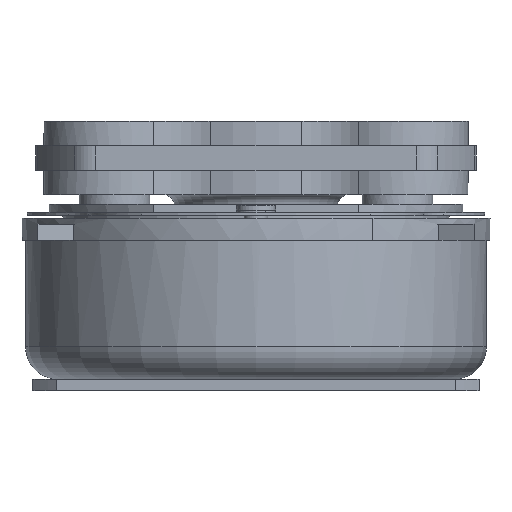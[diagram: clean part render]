
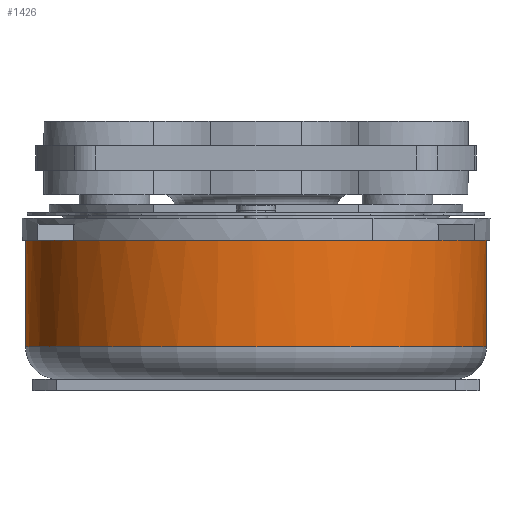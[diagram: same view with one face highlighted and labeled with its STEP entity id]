
A CAD part, front view. The second image highlights one B-rep face of the part: STEP entity #1426.
In plain terms, the highlighted cylindrical face has radius 42.35 mm (diameter 84.7 mm), a partial arc.
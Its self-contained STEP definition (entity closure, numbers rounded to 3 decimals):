
#268 = VERTEX_POINT ( 'NONE', #2138 ) ;
#278 = VERTEX_POINT ( 'NONE', #2194 ) ;
#419 = EDGE_CURVE ( 'NONE', #278, #440, #2376, .T. ) ;
#440 = VERTEX_POINT ( 'NONE', #2487 ) ;
#466 = EDGE_CURVE ( 'NONE', #268, #469, #2549, .T. ) ;
#469 = VERTEX_POINT ( 'NONE', #2534 ) ;
#1276 = VERTEX_POINT ( 'NONE', #3975 ) ;
#1294 = ORIENTED_EDGE ( 'NONE', *, *, #9210, .F. ) ;
#1295 = ORIENTED_EDGE ( 'NONE', *, *, #1502, .T. ) ;
#1348 = EDGE_CURVE ( 'NONE', #1421, #1276, #4090, .T. ) ;
#1421 = VERTEX_POINT ( 'NONE', #4250 ) ;
#1425 = EDGE_CURVE ( 'NONE', #1447, #1433, #4302, .T. ) ;
#1426 = ADVANCED_FACE ( 'NONE', ( #4297 ), #4296, .T. ) ;
#1427 = ORIENTED_EDGE ( 'NONE', *, *, #419, .F. ) ;
#1433 = VERTEX_POINT ( 'NONE', #4338 ) ;
#1447 = VERTEX_POINT ( 'NONE', #4312 ) ;
#1449 = EDGE_LOOP ( 'NONE', ( #1427, #1295, #1495, #1493, #1504, #1488, #1294, #1539, #1483, #1526, #1542, #1545 ) ) ;
#1482 = EDGE_CURVE ( 'NONE', #440, #1447, #4375, .T. ) ;
#1483 = ORIENTED_EDGE ( 'NONE', *, *, #9345, .F. ) ;
#1488 = ORIENTED_EDGE ( 'NONE', *, *, #1490, .F. ) ;
#1490 = EDGE_CURVE ( 'NONE', #9185, #1421, #4420, .T. ) ;
#1493 = ORIENTED_EDGE ( 'NONE', *, *, #1503, .F. ) ;
#1495 = ORIENTED_EDGE ( 'NONE', *, *, #466, .T. ) ;
#1502 = EDGE_CURVE ( 'NONE', #278, #268, #4400, .T. ) ;
#1503 = EDGE_CURVE ( 'NONE', #1276, #469, #4460, .T. ) ;
#1504 = ORIENTED_EDGE ( 'NONE', *, *, #1348, .F. ) ;
#1526 = ORIENTED_EDGE ( 'NONE', *, *, #1538, .F. ) ;
#1530 = EDGE_CURVE ( 'NONE', #9390, #9432, #4432, .T. ) ;
#1538 = EDGE_CURVE ( 'NONE', #1433, #9397, #4481, .T. ) ;
#1539 = ORIENTED_EDGE ( 'NONE', *, *, #1530, .F. ) ;
#1542 = ORIENTED_EDGE ( 'NONE', *, *, #1425, .F. ) ;
#1545 = ORIENTED_EDGE ( 'NONE', *, *, #1482, .F. ) ;
#2138 = CARTESIAN_POINT ( 'NONE',  ( 42.35, 0., 8.1 ) ) ;
#2194 = CARTESIAN_POINT ( 'NONE',  ( -42.35, 0., 8.1 ) ) ;
#2373 = DIRECTION ( 'NONE',  ( 0., 0., 1. ) ) ;
#2374 = VECTOR ( 'NONE', #2373, 1000. ) ;
#2375 = CARTESIAN_POINT ( 'NONE',  ( -42.35, 0., 27.2 ) ) ;
#2376 = LINE ( 'NONE', #2375, #2374 ) ;
#2487 = CARTESIAN_POINT ( 'NONE',  ( -42.35, 0., 27.6 ) ) ;
#2534 = CARTESIAN_POINT ( 'NONE',  ( 42.35, 0., 27.6 ) ) ;
#2546 = DIRECTION ( 'NONE',  ( 0., 0., 1. ) ) ;
#2547 = VECTOR ( 'NONE', #2546, 1000. ) ;
#2548 = CARTESIAN_POINT ( 'NONE',  ( 42.35, 0., 27.2 ) ) ;
#2549 = LINE ( 'NONE', #2548, #2547 ) ;
#2934 = CARTESIAN_POINT ( 'NONE',  ( 0., 0., 27.6 ) ) ;
#3176 = DIRECTION ( 'NONE',  ( 1., 0., 0. ) ) ;
#3177 = DIRECTION ( 'NONE',  ( 0., 0., 1. ) ) ;
#3975 = CARTESIAN_POINT ( 'NONE',  ( 39.492, -15.295, 27.6 ) ) ;
#4090 = CIRCLE ( 'NONE', #4146, 42.35 ) ;
#4143 = DIRECTION ( 'NONE',  ( 1., 0., 0. ) ) ;
#4144 = DIRECTION ( 'NONE',  ( 0., 0., 1. ) ) ;
#4145 = CARTESIAN_POINT ( 'NONE',  ( 0., 0., 27.6 ) ) ;
#4146 = AXIS2_PLACEMENT_3D ( 'NONE', #4145, #4144, #4143 ) ;
#4250 = CARTESIAN_POINT ( 'NONE',  ( 32.992, -26.553, 27.6 ) ) ;
#4292 = DIRECTION ( 'NONE',  ( 1., 0., 0. ) ) ;
#4293 = DIRECTION ( 'NONE',  ( 0., 0., 1. ) ) ;
#4294 = AXIS2_PLACEMENT_3D ( 'NONE', #4295, #4293, #4292 ) ;
#4295 = CARTESIAN_POINT ( 'NONE',  ( 0., 0., 27.2 ) ) ;
#4296 = CYLINDRICAL_SURFACE ( 'NONE', #4294, 42.35 ) ;
#4297 = FACE_OUTER_BOUND ( 'NONE', #1449, .T. ) ;
#4298 = DIRECTION ( 'NONE',  ( 1., 0., 0. ) ) ;
#4299 = DIRECTION ( 'NONE',  ( 0., 0., 1. ) ) ;
#4300 = CARTESIAN_POINT ( 'NONE',  ( 0., 0., 27.6 ) ) ;
#4301 = AXIS2_PLACEMENT_3D ( 'NONE', #4300, #4299, #4298 ) ;
#4302 = CIRCLE ( 'NONE', #4301, 42.35 ) ;
#4312 = CARTESIAN_POINT ( 'NONE',  ( -39.492, -15.295, 27.6 ) ) ;
#4338 = CARTESIAN_POINT ( 'NONE',  ( -32.992, -26.553, 27.6 ) ) ;
#4371 = DIRECTION ( 'NONE',  ( 1., 0., 0. ) ) ;
#4372 = DIRECTION ( 'NONE',  ( 0., 0., 1. ) ) ;
#4373 = CARTESIAN_POINT ( 'NONE',  ( 0., 0., 27.6 ) ) ;
#4374 = AXIS2_PLACEMENT_3D ( 'NONE', #4373, #4372, #4371 ) ;
#4375 = CIRCLE ( 'NONE', #4374, 42.35 ) ;
#4400 = CIRCLE ( 'NONE', #4463, 42.35 ) ;
#4406 = CARTESIAN_POINT ( 'NONE',  ( 0., 0., 8.1 ) ) ;
#4416 = DIRECTION ( 'NONE',  ( 1., 0., 0. ) ) ;
#4417 = DIRECTION ( 'NONE',  ( 0., 0., 1. ) ) ;
#4418 = CARTESIAN_POINT ( 'NONE',  ( 0., 0., 27.6 ) ) ;
#4419 = AXIS2_PLACEMENT_3D ( 'NONE', #4418, #4417, #4416 ) ;
#4420 = CIRCLE ( 'NONE', #4419, 42.35 ) ;
#4431 = AXIS2_PLACEMENT_3D ( 'NONE', #2934, #3177, #3176 ) ;
#4432 = CIRCLE ( 'NONE', #4431, 42.35 ) ;
#4456 = DIRECTION ( 'NONE',  ( 1., 0., 0. ) ) ;
#4457 = DIRECTION ( 'NONE',  ( 0., 0., 1. ) ) ;
#4458 = CARTESIAN_POINT ( 'NONE',  ( 0., 0., 27.6 ) ) ;
#4459 = AXIS2_PLACEMENT_3D ( 'NONE', #4458, #4457, #4456 ) ;
#4460 = CIRCLE ( 'NONE', #4459, 42.35 ) ;
#4461 = DIRECTION ( 'NONE',  ( 1., 0., 0. ) ) ;
#4462 = DIRECTION ( 'NONE',  ( 0., 0., 1. ) ) ;
#4463 = AXIS2_PLACEMENT_3D ( 'NONE', #4406, #4462, #4461 ) ;
#4477 = DIRECTION ( 'NONE',  ( 1., 0., 0. ) ) ;
#4478 = DIRECTION ( 'NONE',  ( 0., 0., 1. ) ) ;
#4479 = CARTESIAN_POINT ( 'NONE',  ( 0., 0., 27.6 ) ) ;
#4480 = AXIS2_PLACEMENT_3D ( 'NONE', #4479, #4478, #4477 ) ;
#4481 = CIRCLE ( 'NONE', #4480, 42.35 ) ;
#7097 = CARTESIAN_POINT ( 'NONE',  ( 0.742, -42.344, 27.6 ) ) ;
#7115 = DIRECTION ( 'NONE',  ( 1., 0., 0. ) ) ;
#7116 = DIRECTION ( 'NONE',  ( 0., 0., 1. ) ) ;
#7117 = AXIS2_PLACEMENT_3D ( 'NONE', #7122, #7116, #7115 ) ;
#7118 = CIRCLE ( 'NONE', #7117, 42.35 ) ;
#7122 = CARTESIAN_POINT ( 'NONE',  ( 0., 0., 27.6 ) ) ;
#7354 = CIRCLE ( 'NONE', #7413, 42.35 ) ;
#7410 = DIRECTION ( 'NONE',  ( 1., 0., 0. ) ) ;
#7411 = DIRECTION ( 'NONE',  ( 0., 0., 1. ) ) ;
#7412 = CARTESIAN_POINT ( 'NONE',  ( 0., 0., 27.6 ) ) ;
#7413 = AXIS2_PLACEMENT_3D ( 'NONE', #7412, #7411, #7410 ) ;
#7459 = CARTESIAN_POINT ( 'NONE',  ( -0.742, -42.344, 27.6 ) ) ;
#7463 = CARTESIAN_POINT ( 'NONE',  ( -0.62, -42.345, 27.6 ) ) ;
#7519 = CARTESIAN_POINT ( 'NONE',  ( 0.62, -42.345, 27.6 ) ) ;
#9185 = VERTEX_POINT ( 'NONE', #7097 ) ;
#9210 = EDGE_CURVE ( 'NONE', #9432, #9185, #7118, .T. ) ;
#9345 = EDGE_CURVE ( 'NONE', #9397, #9390, #7354, .T. ) ;
#9390 = VERTEX_POINT ( 'NONE', #7463 ) ;
#9397 = VERTEX_POINT ( 'NONE', #7459 ) ;
#9432 = VERTEX_POINT ( 'NONE', #7519 ) ;
